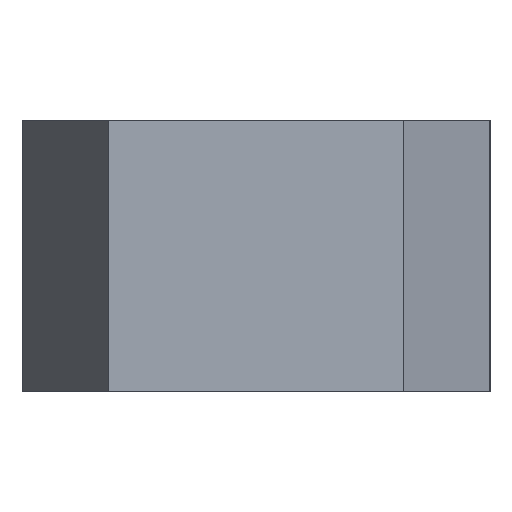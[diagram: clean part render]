
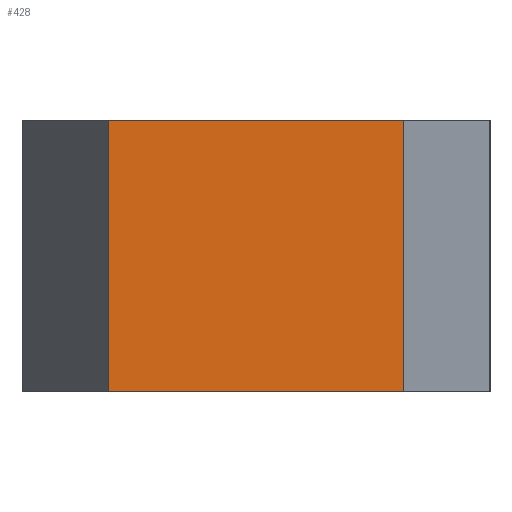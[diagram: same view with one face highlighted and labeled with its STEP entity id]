
A CAD part, left-side view. The second image highlights one B-rep face of the part: STEP entity #428.
In plain terms, the highlighted planar face has unit normal (-1, 0, 0).
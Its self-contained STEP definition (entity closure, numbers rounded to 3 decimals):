
#31 = EDGE_CURVE ( 'NONE', #341, #886, #827, .T. ) ;
#34 = DIRECTION ( 'NONE',  ( 0., 0., -1. ) ) ;
#71 = DIRECTION ( 'NONE',  ( 0., 0., -1. ) ) ;
#88 = CARTESIAN_POINT ( 'NONE',  ( -62.5, -12., 22. ) ) ;
#132 = ORIENTED_EDGE ( 'NONE', *, *, #365, .T. ) ;
#162 = DIRECTION ( 'NONE',  ( 0., -1., 0. ) ) ;
#179 = DIRECTION ( 'NONE',  ( 1., 0., 0. ) ) ;
#189 = ORIENTED_EDGE ( 'NONE', *, *, #703, .F. ) ;
#257 = CARTESIAN_POINT ( 'NONE',  ( -62.5, -12., 0. ) ) ;
#261 = ORIENTED_EDGE ( 'NONE', *, *, #829, .F. ) ;
#279 = DIRECTION ( 'NONE',  ( 0., 0., -1. ) ) ;
#285 = VECTOR ( 'NONE', #279, 1000. ) ;
#294 = CARTESIAN_POINT ( 'NONE',  ( -62.5, 12., 0. ) ) ;
#297 = FACE_OUTER_BOUND ( 'NONE', #691, .T. ) ;
#306 = LINE ( 'NONE', #782, #673 ) ;
#341 = VERTEX_POINT ( 'NONE', #806 ) ;
#348 = LINE ( 'NONE', #257, #531 ) ;
#365 = EDGE_CURVE ( 'NONE', #886, #472, #348, .T. ) ;
#428 = ADVANCED_FACE ( 'NONE', ( #297 ), #772, .F. ) ;
#472 = VERTEX_POINT ( 'NONE', #671 ) ;
#473 = DIRECTION ( 'NONE',  ( 0., -1., 0. ) ) ;
#513 = VERTEX_POINT ( 'NONE', #868 ) ;
#531 = VECTOR ( 'NONE', #473, 1000. ) ;
#548 = VECTOR ( 'NONE', #71, 1000. ) ;
#569 = CARTESIAN_POINT ( 'NONE',  ( -62.5, 12., 22. ) ) ;
#609 = LINE ( 'NONE', #815, #285 ) ;
#671 = CARTESIAN_POINT ( 'NONE',  ( -62.5, -12., 0. ) ) ;
#673 = VECTOR ( 'NONE', #162, 1000. ) ;
#691 = EDGE_LOOP ( 'NONE', ( #132, #261, #189, #706 ) ) ;
#701 = AXIS2_PLACEMENT_3D ( 'NONE', #88, #179, #34 ) ;
#703 = EDGE_CURVE ( 'NONE', #341, #513, #306, .T. ) ;
#706 = ORIENTED_EDGE ( 'NONE', *, *, #31, .T. ) ;
#772 = PLANE ( 'NONE',  #701 ) ;
#782 = CARTESIAN_POINT ( 'NONE',  ( -62.5, -12., 22. ) ) ;
#806 = CARTESIAN_POINT ( 'NONE',  ( -62.5, 12., 22. ) ) ;
#815 = CARTESIAN_POINT ( 'NONE',  ( -62.5, -12., 22. ) ) ;
#827 = LINE ( 'NONE', #569, #548 ) ;
#829 = EDGE_CURVE ( 'NONE', #513, #472, #609, .T. ) ;
#868 = CARTESIAN_POINT ( 'NONE',  ( -62.5, -12., 22. ) ) ;
#886 = VERTEX_POINT ( 'NONE', #294 ) ;
